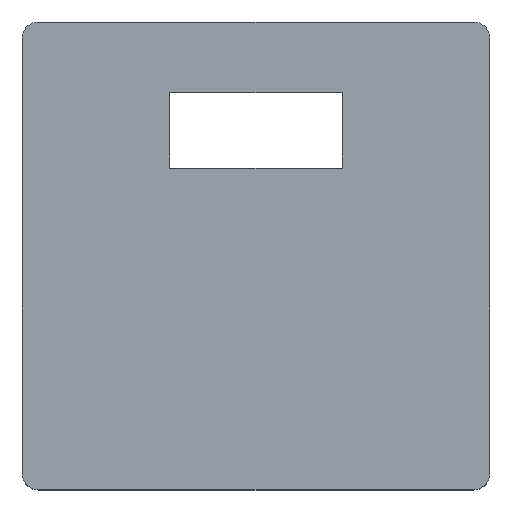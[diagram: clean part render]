
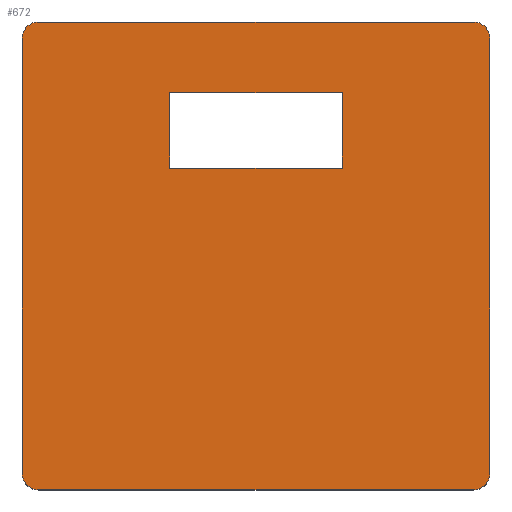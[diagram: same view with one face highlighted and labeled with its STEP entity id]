
A CAD part, top view. The second image highlights one B-rep face of the part: STEP entity #672.
In plain terms, the highlighted planar face has unit normal (0, 0, 1).
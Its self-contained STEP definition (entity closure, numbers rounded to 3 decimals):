
#23=CIRCLE('',#719,0.5);
#24=CIRCLE('',#722,0.5);
#25=CIRCLE('',#725,0.5);
#26=CIRCLE('',#728,0.5);
#29=FACE_BOUND('',#102,.T.);
#64=FACE_OUTER_BOUND('',#101,.T.);
#101=EDGE_LOOP('',(#595,#596,#597,#598,#599,#600,#601,#602));
#102=EDGE_LOOP('',(#603,#604,#605,#606));
#116=LINE('',#931,#200);
#119=LINE('',#936,#203);
#173=LINE('',#1054,#257);
#174=LINE('',#1056,#258);
#176=LINE('',#1061,#260);
#179=LINE('',#1069,#263);
#182=LINE('',#1077,#266);
#185=LINE('',#1085,#269);
#200=VECTOR('',#755,10.);
#203=VECTOR('',#760,10.);
#257=VECTOR('',#860,10.);
#258=VECTOR('',#863,10.);
#260=VECTOR('',#867,10.);
#263=VECTOR('',#876,10.);
#266=VECTOR('',#885,10.);
#269=VECTOR('',#894,10.);
#279=VERTEX_POINT('',#928);
#280=VERTEX_POINT('',#930);
#281=VERTEX_POINT('',#934);
#322=VERTEX_POINT('',#1052);
#323=VERTEX_POINT('',#1058);
#324=VERTEX_POINT('',#1060);
#325=VERTEX_POINT('',#1064);
#326=VERTEX_POINT('',#1068);
#327=VERTEX_POINT('',#1072);
#328=VERTEX_POINT('',#1076);
#329=VERTEX_POINT('',#1080);
#330=VERTEX_POINT('',#1084);
#344=EDGE_CURVE('',#280,#279,#116,.T.);
#347=EDGE_CURVE('',#279,#281,#119,.T.);
#405=EDGE_CURVE('',#281,#322,#173,.T.);
#406=EDGE_CURVE('',#322,#280,#174,.T.);
#408=EDGE_CURVE('',#324,#323,#176,.T.);
#410=EDGE_CURVE('',#325,#324,#23,.T.);
#412=EDGE_CURVE('',#326,#325,#179,.T.);
#414=EDGE_CURVE('',#327,#326,#24,.T.);
#416=EDGE_CURVE('',#328,#327,#182,.T.);
#418=EDGE_CURVE('',#329,#328,#25,.T.);
#420=EDGE_CURVE('',#330,#329,#185,.T.);
#422=EDGE_CURVE('',#323,#330,#26,.T.);
#595=ORIENTED_EDGE('',*,*,#422,.T.);
#596=ORIENTED_EDGE('',*,*,#420,.T.);
#597=ORIENTED_EDGE('',*,*,#418,.T.);
#598=ORIENTED_EDGE('',*,*,#416,.T.);
#599=ORIENTED_EDGE('',*,*,#414,.T.);
#600=ORIENTED_EDGE('',*,*,#412,.T.);
#601=ORIENTED_EDGE('',*,*,#410,.T.);
#602=ORIENTED_EDGE('',*,*,#408,.T.);
#603=ORIENTED_EDGE('',*,*,#406,.T.);
#604=ORIENTED_EDGE('',*,*,#344,.T.);
#605=ORIENTED_EDGE('',*,*,#347,.T.);
#606=ORIENTED_EDGE('',*,*,#405,.T.);
#637=PLANE('',#729);
#672=ADVANCED_FACE('',(#64,#29),#637,.T.);
#719=AXIS2_PLACEMENT_3D('',#1065,#871,#872);
#722=AXIS2_PLACEMENT_3D('',#1073,#880,#881);
#725=AXIS2_PLACEMENT_3D('',#1081,#889,#890);
#728=AXIS2_PLACEMENT_3D('',#1088,#898,#899);
#729=AXIS2_PLACEMENT_3D('',#1089,#900,#901);
#755=DIRECTION('',(-1.,0.,0.));
#760=DIRECTION('',(0.,1.,0.));
#860=DIRECTION('',(1.,0.,0.));
#863=DIRECTION('',(0.,-1.,0.));
#867=DIRECTION('',(0.,-1.,0.));
#871=DIRECTION('center_axis',(0.,0.,1.));
#872=DIRECTION('ref_axis',(0.,1.,0.));
#876=DIRECTION('',(-1.,0.,0.));
#880=DIRECTION('center_axis',(0.,0.,1.));
#881=DIRECTION('ref_axis',(1.,0.,0.));
#885=DIRECTION('',(0.,1.,0.));
#889=DIRECTION('center_axis',(0.,0.,1.));
#890=DIRECTION('ref_axis',(0.,-1.,0.));
#894=DIRECTION('',(1.,0.,0.));
#898=DIRECTION('center_axis',(0.,0.,1.));
#899=DIRECTION('ref_axis',(-1.,0.,0.));
#900=DIRECTION('center_axis',(0.,0.,1.));
#901=DIRECTION('ref_axis',(1.,0.,0.));
#928=CARTESIAN_POINT('',(-2.625,2.675,4.));
#930=CARTESIAN_POINT('',(2.625,2.675,4.));
#931=CARTESIAN_POINT('',(-2.625,2.675,4.));
#934=CARTESIAN_POINT('',(-2.625,4.975,4.));
#936=CARTESIAN_POINT('',(-2.625,4.975,4.));
#1052=CARTESIAN_POINT('',(2.625,4.975,4.));
#1054=CARTESIAN_POINT('',(2.625,4.975,4.));
#1056=CARTESIAN_POINT('',(2.625,2.675,4.));
#1058=CARTESIAN_POINT('',(-7.125,-6.625,4.));
#1060=CARTESIAN_POINT('',(-7.125,6.625,4.));
#1061=CARTESIAN_POINT('',(-7.125,6.625,4.));
#1064=CARTESIAN_POINT('',(-6.625,7.125,4.));
#1065=CARTESIAN_POINT('Origin',(-6.625,6.625,4.));
#1068=CARTESIAN_POINT('',(6.625,7.125,4.));
#1069=CARTESIAN_POINT('',(6.625,7.125,4.));
#1072=CARTESIAN_POINT('',(7.125,6.625,4.));
#1073=CARTESIAN_POINT('Origin',(6.625,6.625,4.));
#1076=CARTESIAN_POINT('',(7.125,-6.625,4.));
#1077=CARTESIAN_POINT('',(7.125,-6.625,4.));
#1080=CARTESIAN_POINT('',(6.625,-7.125,4.));
#1081=CARTESIAN_POINT('Origin',(6.625,-6.625,4.));
#1084=CARTESIAN_POINT('',(-6.625,-7.125,4.));
#1085=CARTESIAN_POINT('',(-6.625,-7.125,4.));
#1088=CARTESIAN_POINT('Origin',(-6.625,-6.625,4.));
#1089=CARTESIAN_POINT('Origin',(0.,0.,4.));
